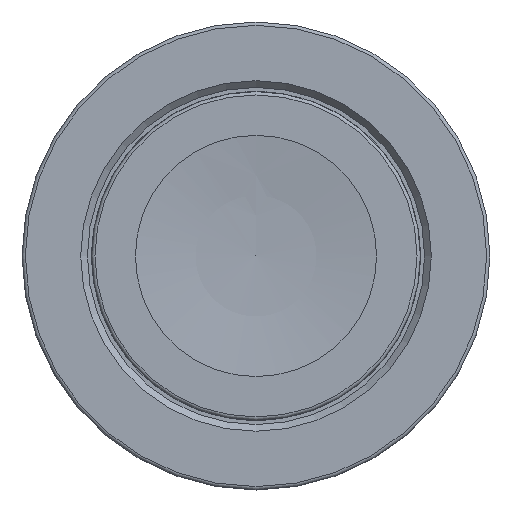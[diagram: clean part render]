
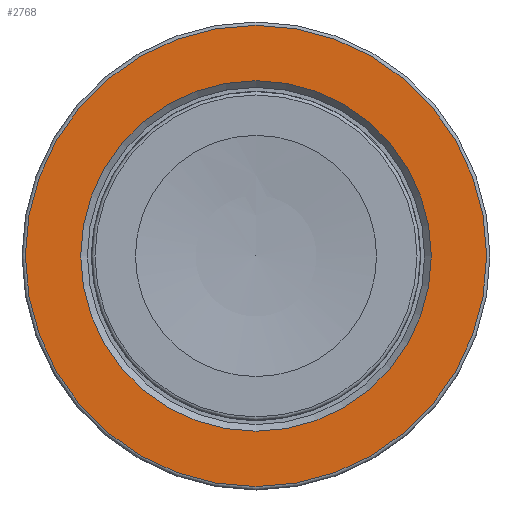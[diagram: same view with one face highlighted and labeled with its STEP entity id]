
A CAD part, top view. The second image highlights one B-rep face of the part: STEP entity #2768.
In plain terms, the highlighted planar face has unit normal (0, 0, 1).
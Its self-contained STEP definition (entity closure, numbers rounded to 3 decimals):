
#131=FACE_BOUND('',#856,.T.);
#688=FACE_OUTER_BOUND('',#855,.T.);
#855=EDGE_LOOP('',(#2428,#2429));
#856=EDGE_LOOP('',(#2430,#2431));
#1009=CIRCLE('',#3067,10.45);
#1010=CIRCLE('',#3068,10.45);
#1011=CIRCLE('',#3070,13.75);
#1012=CIRCLE('',#3071,13.75);
#1282=VERTEX_POINT('',#4814);
#1283=VERTEX_POINT('',#4816);
#1284=VERTEX_POINT('',#4820);
#1285=VERTEX_POINT('',#4821);
#1675=EDGE_CURVE('',#1283,#1282,#1009,.T.);
#1676=EDGE_CURVE('',#1282,#1283,#1010,.T.);
#1677=EDGE_CURVE('',#1284,#1285,#1011,.T.);
#1678=EDGE_CURVE('',#1285,#1284,#1012,.T.);
#2428=ORIENTED_EDGE('',*,*,#1677,.F.);
#2429=ORIENTED_EDGE('',*,*,#1678,.F.);
#2430=ORIENTED_EDGE('',*,*,#1675,.T.);
#2431=ORIENTED_EDGE('',*,*,#1676,.T.);
#2629=PLANE('',#3069);
#2768=ADVANCED_FACE('',(#688,#131),#2629,.T.);
#3067=AXIS2_PLACEMENT_3D('',#4817,#3822,#3823);
#3068=AXIS2_PLACEMENT_3D('',#4818,#3824,#3825);
#3069=AXIS2_PLACEMENT_3D('',#4819,#3826,#3827);
#3070=AXIS2_PLACEMENT_3D('',#4822,#3828,#3829);
#3071=AXIS2_PLACEMENT_3D('',#4823,#3830,#3831);
#3822=DIRECTION('center_axis',(0.,0.,
-1.));
#3823=DIRECTION('ref_axis',(-1.,0.,0.));
#3824=DIRECTION('center_axis',(0.,0.,
-1.));
#3825=DIRECTION('ref_axis',(-1.,0.,0.));
#3826=DIRECTION('center_axis',(0.,0.,
1.));
#3827=DIRECTION('ref_axis',(0.,1.,0.));
#3828=DIRECTION('center_axis',(0.,0.,
-1.));
#3829=DIRECTION('ref_axis',(-1.,0.,0.));
#3830=DIRECTION('center_axis',(0.,0.,
-1.));
#3831=DIRECTION('ref_axis',(-1.,0.,0.));
#4814=CARTESIAN_POINT('',(10.45,0.,33.95));
#4816=CARTESIAN_POINT('',(-10.45,0.,33.95));
#4817=CARTESIAN_POINT('Origin',(0.,0.,
33.95));
#4818=CARTESIAN_POINT('Origin',(0.,0.,
33.95));
#4819=CARTESIAN_POINT('Origin',(-12.1,0.,33.95));
#4820=CARTESIAN_POINT('',(-13.75,0.,33.95));
#4821=CARTESIAN_POINT('',(0.,13.75,33.95));
#4822=CARTESIAN_POINT('Origin',(0.,0.,
33.95));
#4823=CARTESIAN_POINT('Origin',(0.,0.,
33.95));
